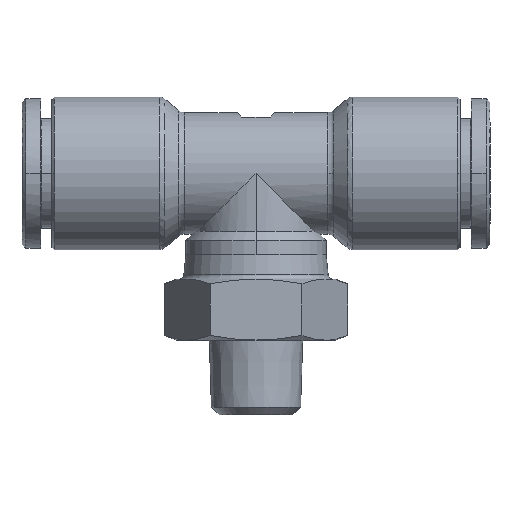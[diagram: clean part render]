
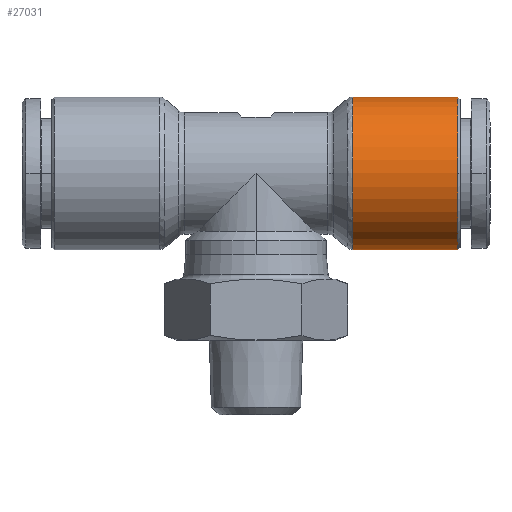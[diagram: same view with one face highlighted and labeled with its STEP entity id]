
A CAD part, front view. The second image highlights one B-rep face of the part: STEP entity #27031.
In plain terms, the highlighted cylindrical face has radius 8.15 mm (diameter 16.3 mm), a partial arc.
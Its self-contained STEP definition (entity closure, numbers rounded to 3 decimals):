
#111 = ORIENTED_EDGE ( 'NONE', *, *, #290, .T. ) ;
#169 = EDGE_CURVE ( 'NONE', #27124, #14833, #13696, .T. ) ;
#290 = EDGE_CURVE ( 'NONE', #10031, #23369, #8966, .T. ) ;
#872 = DIRECTION ( 'NONE',  ( 1., 0., 0. ) ) ;
#879 = EDGE_CURVE ( 'NONE', #14833, #23369, #11491, .T. ) ;
#2064 = CARTESIAN_POINT ( 'NONE',  ( 1.126, 0., 8.15 ) ) ;
#3209 = DIRECTION ( 'NONE',  ( 0., 0., 1. ) ) ;
#3314 = DIRECTION ( 'NONE',  ( 1., 0., 0. ) ) ;
#4958 = DIRECTION ( 'NONE',  ( 1., 0., 0. ) ) ;
#5218 = DIRECTION ( 'NONE',  ( 1., 0., 0. ) ) ;
#8966 = LINE ( 'NONE', #21635, #21310 ) ;
#10031 = VERTEX_POINT ( 'NONE', #12883 ) ;
#10894 = CYLINDRICAL_SURFACE ( 'NONE', #16980, 8.15 ) ;
#11079 = AXIS2_PLACEMENT_3D ( 'NONE', #23904, #872, #14503 ) ;
#11491 = CIRCLE ( 'NONE', #15262, 8.15 ) ;
#11596 = DIRECTION ( 'NONE',  ( 0., 0., -1. ) ) ;
#12052 = LINE ( 'NONE', #14970, #16038 ) ;
#12746 = CARTESIAN_POINT ( 'NONE',  ( 12.317, 0., 0. ) ) ;
#12804 = DIRECTION ( 'NONE',  ( 1., 0., 0. ) ) ;
#12883 = CARTESIAN_POINT ( 'NONE',  ( 1.126, 0., -8.15 ) ) ;
#12958 = ORIENTED_EDGE ( 'NONE', *, *, #169, .F. ) ;
#13696 = CIRCLE ( 'NONE', #14451, 8.15 ) ;
#14258 = VERTEX_POINT ( 'NONE', #2064 ) ;
#14451 = AXIS2_PLACEMENT_3D ( 'NONE', #12746, #23879, #3209 ) ;
#14503 = DIRECTION ( 'NONE',  ( 0., 0., -1. ) ) ;
#14734 = ORIENTED_EDGE ( 'NONE', *, *, #16872, .T. ) ;
#14833 = VERTEX_POINT ( 'NONE', #26524 ) ;
#14970 = CARTESIAN_POINT ( 'NONE',  ( 5.767, 0., 8.15 ) ) ;
#15249 = DIRECTION ( 'NONE',  ( 0., 0., 1. ) ) ;
#15262 = AXIS2_PLACEMENT_3D ( 'NONE', #28932, #12804, #15249 ) ;
#16038 = VECTOR ( 'NONE', #5218, 1000. ) ;
#16255 = CARTESIAN_POINT ( 'NONE',  ( 5.767, 0., 0. ) ) ;
#16631 = CIRCLE ( 'NONE', #11079, 8.15 ) ;
#16872 = EDGE_CURVE ( 'NONE', #14258, #10031, #16631, .T. ) ;
#16980 = AXIS2_PLACEMENT_3D ( 'NONE', #16255, #4958, #11596 ) ;
#17821 = EDGE_LOOP ( 'NONE', ( #27661, #14734, #111, #21573, #12958 ) ) ;
#21310 = VECTOR ( 'NONE', #3314, 1000. ) ;
#21573 = ORIENTED_EDGE ( 'NONE', *, *, #879, .F. ) ;
#21635 = CARTESIAN_POINT ( 'NONE',  ( 5.767, 0., -8.15 ) ) ;
#23306 = CARTESIAN_POINT ( 'NONE',  ( 12.317, 0., 8.15 ) ) ;
#23369 = VERTEX_POINT ( 'NONE', #26071 ) ;
#23879 = DIRECTION ( 'NONE',  ( 1., 0., 0. ) ) ;
#23904 = CARTESIAN_POINT ( 'NONE',  ( 1.126, 0., 0. ) ) ;
#26071 = CARTESIAN_POINT ( 'NONE',  ( 12.317, 0., -8.15 ) ) ;
#26513 = FACE_OUTER_BOUND ( 'NONE', #17821, .T. ) ;
#26524 = CARTESIAN_POINT ( 'NONE',  ( 12.317, -8.15, 0. ) ) ;
#27031 = ADVANCED_FACE ( 'NONE', ( #26513 ), #10894, .T. ) ;
#27124 = VERTEX_POINT ( 'NONE', #23306 ) ;
#27661 = ORIENTED_EDGE ( 'NONE', *, *, #28605, .F. ) ;
#28605 = EDGE_CURVE ( 'NONE', #14258, #27124, #12052, .T. ) ;
#28932 = CARTESIAN_POINT ( 'NONE',  ( 12.317, 0., 0. ) ) ;
